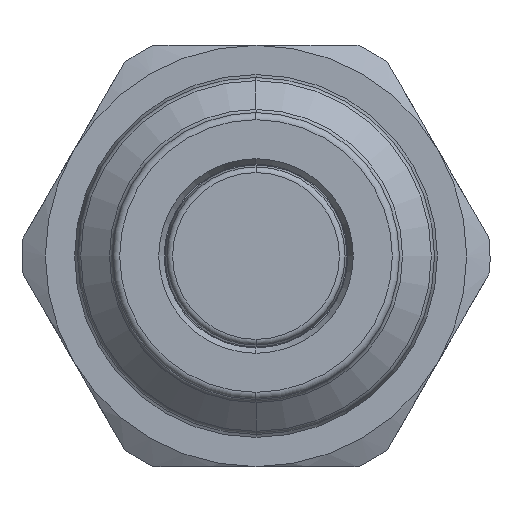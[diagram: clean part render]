
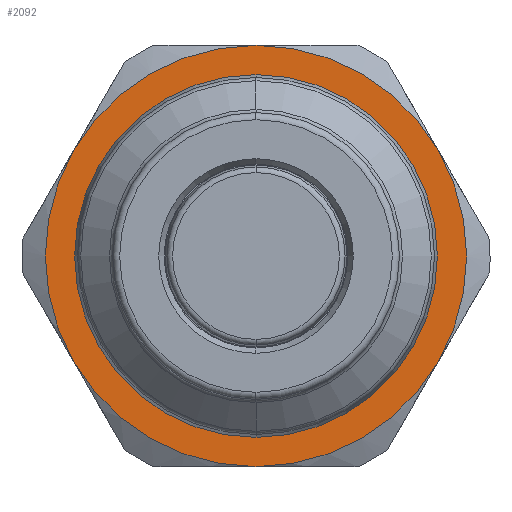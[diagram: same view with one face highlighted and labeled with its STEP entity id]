
A CAD part, left-side view. The second image highlights one B-rep face of the part: STEP entity #2092.
In plain terms, the highlighted planar face has unit normal (-1, 0, 0).
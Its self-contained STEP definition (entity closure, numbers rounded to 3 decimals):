
#100 = CARTESIAN_POINT ( 'NONE',  ( 34.1, 0., 0. ) ) ;
#101 = DIRECTION ( 'NONE',  ( -1., 0., 0. ) ) ;
#102 = DIRECTION ( 'NONE',  ( 0., 0., -1. ) ) ;
#173 = EDGE_CURVE ( 'NONE', #872, #873, #1295, .T. ) ;
#182 = EDGE_CURVE ( 'NONE', #873, #878, #1304, .T. ) ;
#200 = EDGE_CURVE ( 'NONE', #878, #866, #1326, .T. ) ;
#201 = EDGE_CURVE ( 'NONE', #866, #863, #1327, .T. ) ;
#222 = EDGE_CURVE ( 'NONE', #863, #867, #1347, .T. ) ;
#307 = CARTESIAN_POINT ( 'NONE',  ( 34.1, 0., 0. ) ) ;
#308 = DIRECTION ( 'NONE',  ( -1., 0., 0. ) ) ;
#309 = DIRECTION ( 'NONE',  ( 0., 0., -1. ) ) ;
#506 = CARTESIAN_POINT ( 'NONE',  ( 34.1, -15.588, -9. ) ) ;
#509 = CARTESIAN_POINT ( 'NONE',  ( 34.1, 0., -18. ) ) ;
#510 = CARTESIAN_POINT ( 'NONE',  ( 34.1, -15.588, 9. ) ) ;
#515 = CARTESIAN_POINT ( 'NONE',  ( 34.1, 0., 18. ) ) ;
#516 = CARTESIAN_POINT ( 'NONE',  ( 34.1, 15.588, 9. ) ) ;
#521 = CARTESIAN_POINT ( 'NONE',  ( 34.1, 15.588, -9. ) ) ;
#541 = CARTESIAN_POINT ( 'NONE',  ( 34.1, 0., -15.275 ) ) ;
#546 = CARTESIAN_POINT ( 'NONE',  ( 34.1, 0., 15.275 ) ) ;
#593 = CARTESIAN_POINT ( 'NONE',  ( 34.1, 0., 0. ) ) ;
#594 = DIRECTION ( 'NONE',  ( -1., 0., 0. ) ) ;
#595 = DIRECTION ( 'NONE',  ( 0., 0., -1. ) ) ;
#670 = AXIS2_PLACEMENT_3D ( 'NONE', #748, #747, #746 ) ;
#671 = AXIS2_PLACEMENT_3D ( 'NONE', #745, #744, #743 ) ;
#675 = AXIS2_PLACEMENT_3D ( 'NONE', #831, #829, #830 ) ;
#680 = AXIS2_PLACEMENT_3D ( 'NONE', #798, #797, #796 ) ;
#743 = DIRECTION ( 'NONE',  ( 0., 0., -1. ) ) ;
#744 = DIRECTION ( 'NONE',  ( -1., 0., 0. ) ) ;
#745 = CARTESIAN_POINT ( 'NONE',  ( 34.1, 0., 0. ) ) ;
#746 = DIRECTION ( 'NONE',  ( 0., 0., -1. ) ) ;
#747 = DIRECTION ( 'NONE',  ( -1., 0., 0. ) ) ;
#748 = CARTESIAN_POINT ( 'NONE',  ( 34.1, 0., 0. ) ) ;
#796 = DIRECTION ( 'NONE',  ( 0., 0., -1. ) ) ;
#797 = DIRECTION ( 'NONE',  ( -1., 0., 0. ) ) ;
#798 = CARTESIAN_POINT ( 'NONE',  ( 34.1, 0., 0. ) ) ;
#829 = DIRECTION ( 'NONE',  ( -1., 0., 0. ) ) ;
#830 = DIRECTION ( 'NONE',  ( 0., 0., -1. ) ) ;
#831 = CARTESIAN_POINT ( 'NONE',  ( 34.1, 0., 0. ) ) ;
#863 = VERTEX_POINT ( 'NONE', #506 ) ;
#866 = VERTEX_POINT ( 'NONE', #509 ) ;
#867 = VERTEX_POINT ( 'NONE', #510 ) ;
#872 = VERTEX_POINT ( 'NONE', #515 ) ;
#873 = VERTEX_POINT ( 'NONE', #516 ) ;
#878 = VERTEX_POINT ( 'NONE', #521 ) ;
#898 = VERTEX_POINT ( 'NONE', #541 ) ;
#903 = VERTEX_POINT ( 'NONE', #546 ) ;
#976 = EDGE_LOOP ( 'NONE', ( #1285, #1286 ) ) ;
#987 = EDGE_LOOP ( 'NONE', ( #1279, #1280, #1281, #1282, #1283, #1284 ) ) ;
#1005 = AXIS2_PLACEMENT_3D ( 'NONE', #307, #308, #309 ) ;
#1038 = AXIS2_PLACEMENT_3D ( 'NONE', #593, #594, #595 ) ;
#1046 = AXIS2_PLACEMENT_3D ( 'NONE', #1719, #1720, #1721 ) ;
#1051 = AXIS2_PLACEMENT_3D ( 'NONE', #1737, #1738, #1739 ) ;
#1152 = AXIS2_PLACEMENT_3D ( 'NONE', #100, #101, #102 ) ;
#1279 = ORIENTED_EDGE ( 'NONE', *, *, #201, .T. ) ;
#1280 = ORIENTED_EDGE ( 'NONE', *, *, #222, .T. ) ;
#1281 = ORIENTED_EDGE ( 'NONE', *, *, #1670, .T. ) ;
#1282 = ORIENTED_EDGE ( 'NONE', *, *, #173, .T. ) ;
#1283 = ORIENTED_EDGE ( 'NONE', *, *, #182, .T. ) ;
#1284 = ORIENTED_EDGE ( 'NONE', *, *, #200, .T. ) ;
#1285 = ORIENTED_EDGE ( 'NONE', *, *, #1687, .F. ) ;
#1286 = ORIENTED_EDGE ( 'NONE', *, *, #2354, .F. ) ;
#1295 = CIRCLE ( 'NONE', #675, 18. ) ;
#1304 = CIRCLE ( 'NONE', #680, 18. ) ;
#1326 = CIRCLE ( 'NONE', #670, 18. ) ;
#1327 = CIRCLE ( 'NONE', #671, 18. ) ;
#1347 = CIRCLE ( 'NONE', #1005, 18. ) ;
#1404 = CIRCLE ( 'NONE', #1038, 18. ) ;
#1422 = CIRCLE ( 'NONE', #1046, 15.275 ) ;
#1430 = FACE_OUTER_BOUND ( 'NONE', #987, .T. ) ;
#1431 = FACE_BOUND ( 'NONE', #976, .T. ) ;
#1625 = CIRCLE ( 'NONE', #1152, 15.275 ) ;
#1670 = EDGE_CURVE ( 'NONE', #867, #872, #1404, .T. ) ;
#1687 = EDGE_CURVE ( 'NONE', #898, #903, #1422, .T. ) ;
#1719 = CARTESIAN_POINT ( 'NONE',  ( 34.1, 0., 0. ) ) ;
#1720 = DIRECTION ( 'NONE',  ( -1., 0., 0. ) ) ;
#1721 = DIRECTION ( 'NONE',  ( 0., 0., -1. ) ) ;
#1736 = PLANE ( 'NONE',  #1051 ) ;
#1737 = CARTESIAN_POINT ( 'NONE',  ( 34.1, -15.275, 0. ) ) ;
#1738 = DIRECTION ( 'NONE',  ( -1., 0., 0. ) ) ;
#1739 = DIRECTION ( 'NONE',  ( 0., 0., -1. ) ) ;
#2092 = ADVANCED_FACE ( 'NONE', ( #1430, #1431 ), #1736, .T. ) ;
#2354 = EDGE_CURVE ( 'NONE', #903, #898, #1625, .T. ) ;
